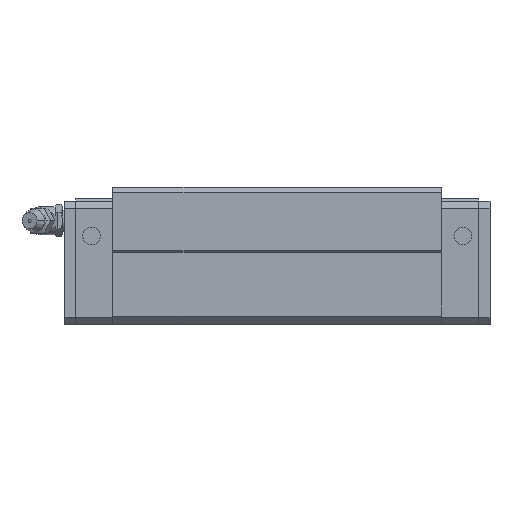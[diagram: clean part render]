
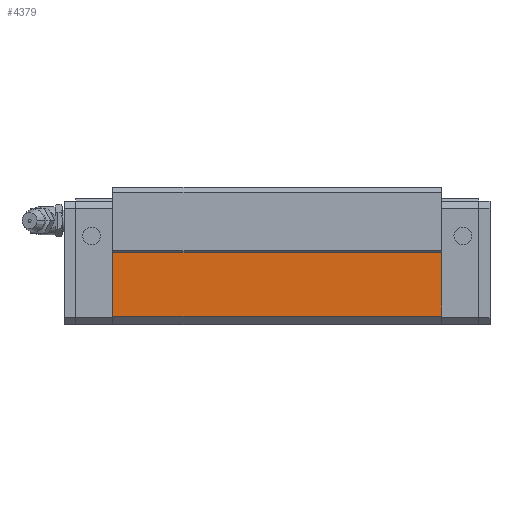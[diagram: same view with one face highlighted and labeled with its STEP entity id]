
A CAD part, front view. The second image highlights one B-rep face of the part: STEP entity #4379.
In plain terms, the highlighted planar face has unit normal (0, -1, 0).
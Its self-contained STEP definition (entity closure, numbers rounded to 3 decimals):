
#394 = EDGE_CURVE ( 'NONE', #2356, #23160, #22021, .T. ) ;
#1449 = CARTESIAN_POINT ( 'NONE',  ( 106.7, -29.5, 2.5 ) ) ;
#2014 = DIRECTION ( 'NONE',  ( -1., 0., 0. ) ) ;
#2141 = CARTESIAN_POINT ( 'NONE',  ( 13.7, -29.5, 20.5 ) ) ;
#2356 = VERTEX_POINT ( 'NONE', #20335 ) ;
#2404 = VECTOR ( 'NONE', #18147, 1000. ) ;
#4072 = PLANE ( 'NONE',  #21783 ) ;
#4379 = ADVANCED_FACE ( 'NONE', ( #9916 ), #4072, .T. ) ;
#5910 = VERTEX_POINT ( 'NONE', #1449 ) ;
#7152 = ORIENTED_EDGE ( 'NONE', *, *, #13067, .F. ) ;
#8394 = CARTESIAN_POINT ( 'NONE',  ( 13.7, -29.5, 19.779 ) ) ;
#8497 = EDGE_CURVE ( 'NONE', #5910, #2356, #13270, .T. ) ;
#8847 = ORIENTED_EDGE ( 'NONE', *, *, #394, .T. ) ;
#9916 = FACE_OUTER_BOUND ( 'NONE', #11507, .T. ) ;
#10865 = ORIENTED_EDGE ( 'NONE', *, *, #22776, .T. ) ;
#11507 = EDGE_LOOP ( 'NONE', ( #7152, #10865, #21035, #8847 ) ) ;
#11674 = CARTESIAN_POINT ( 'NONE',  ( 13.7, -29.5, 2.5 ) ) ;
#13067 = EDGE_CURVE ( 'NONE', #14996, #23160, #15942, .T. ) ;
#13270 = LINE ( 'NONE', #13529, #18319 ) ;
#13529 = CARTESIAN_POINT ( 'NONE',  ( 106.7, -29.5, 19.779 ) ) ;
#14435 = VECTOR ( 'NONE', #2014, 1000. ) ;
#14996 = VERTEX_POINT ( 'NONE', #25533 ) ;
#15486 = DIRECTION ( 'NONE',  ( 0., 0., 1. ) ) ;
#15942 = LINE ( 'NONE', #8394, #2404 ) ;
#17719 = DIRECTION ( 'NONE',  ( 0., 0., -1. ) ) ;
#17977 = DIRECTION ( 'NONE',  ( 0., -1., 0. ) ) ;
#18145 = CARTESIAN_POINT ( 'NONE',  ( 13.7, -29.5, 20.5 ) ) ;
#18147 = DIRECTION ( 'NONE',  ( 0., 0., 1. ) ) ;
#18319 = VECTOR ( 'NONE', #15486, 1000. ) ;
#19603 = DIRECTION ( 'NONE',  ( 1., 0., 0. ) ) ;
#20077 = VECTOR ( 'NONE', #19603, 1000. ) ;
#20335 = CARTESIAN_POINT ( 'NONE',  ( 106.7, -29.5, 20.5 ) ) ;
#21035 = ORIENTED_EDGE ( 'NONE', *, *, #8497, .T. ) ;
#21554 = LINE ( 'NONE', #11674, #20077 ) ;
#21783 = AXIS2_PLACEMENT_3D ( 'NONE', #23563, #17977, #17719 ) ;
#22021 = LINE ( 'NONE', #2141, #14435 ) ;
#22776 = EDGE_CURVE ( 'NONE', #14996, #5910, #21554, .T. ) ;
#23160 = VERTEX_POINT ( 'NONE', #18145 ) ;
#23563 = CARTESIAN_POINT ( 'NONE',  ( 13.7, -29.5, 2.5 ) ) ;
#25533 = CARTESIAN_POINT ( 'NONE',  ( 13.7, -29.5, 2.5 ) ) ;
